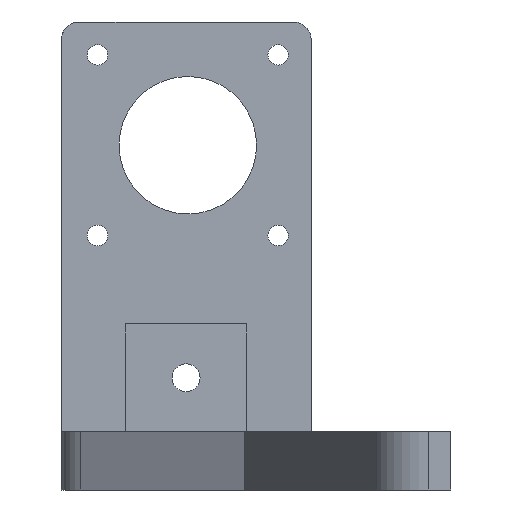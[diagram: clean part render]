
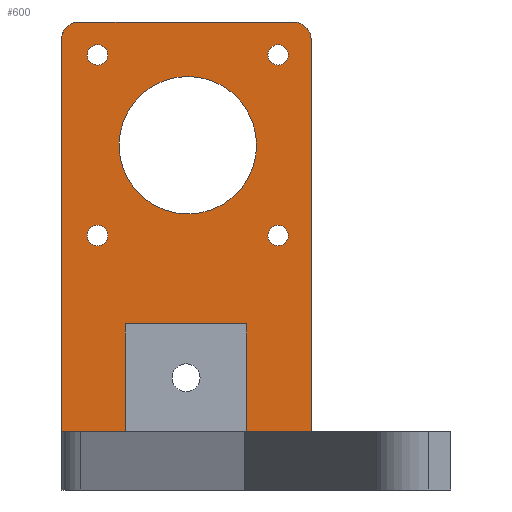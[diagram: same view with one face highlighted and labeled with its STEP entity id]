
A CAD part, left-side view. The second image highlights one B-rep face of the part: STEP entity #600.
In plain terms, the highlighted planar face has unit normal (-1, 0, 0).
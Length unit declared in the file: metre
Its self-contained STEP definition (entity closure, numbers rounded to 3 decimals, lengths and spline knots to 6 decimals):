
#29=CIRCLE('',#649,0.00175);
#30=CIRCLE('',#650,0.00175);
#31=CIRCLE('',#651,0.00175);
#32=CIRCLE('',#652,0.00175);
#33=CIRCLE('',#653,0.0118);
#34=CIRCLE('',#654,0.0024);
#35=CIRCLE('',#655,0.003);
#36=CIRCLE('',#656,0.003);
#70=ORIENTED_EDGE('',*,*,#236,.T.);
#71=ORIENTED_EDGE('',*,*,#237,.T.);
#72=ORIENTED_EDGE('',*,*,#238,.T.);
#73=ORIENTED_EDGE('',*,*,#239,.T.);
#74=ORIENTED_EDGE('',*,*,#240,.T.);
#75=ORIENTED_EDGE('',*,*,#241,.F.);
#76=ORIENTED_EDGE('',*,*,#242,.F.);
#77=ORIENTED_EDGE('',*,*,#243,.T.);
#78=ORIENTED_EDGE('',*,*,#244,.T.);
#79=ORIENTED_EDGE('',*,*,#221,.T.);
#80=ORIENTED_EDGE('',*,*,#245,.F.);
#81=ORIENTED_EDGE('',*,*,#246,.T.);
#82=ORIENTED_EDGE('',*,*,#247,.T.);
#83=ORIENTED_EDGE('',*,*,#233,.T.);
#84=ORIENTED_EDGE('',*,*,#248,.T.);
#85=ORIENTED_EDGE('',*,*,#249,.T.);
#221=EDGE_CURVE('',#305,#304,#363,.T.);
#233=EDGE_CURVE('',#317,#316,#372,.T.);
#236=EDGE_CURVE('',#319,#319,#29,.F.);
#237=EDGE_CURVE('',#320,#320,#30,.F.);
#238=EDGE_CURVE('',#321,#321,#31,.F.);
#239=EDGE_CURVE('',#322,#322,#32,.F.);
#240=EDGE_CURVE('',#323,#323,#33,.F.);
#241=EDGE_CURVE('',#324,#324,#34,.T.);
#242=EDGE_CURVE('',#325,#326,#375,.T.);
#243=EDGE_CURVE('',#325,#327,#35,.T.);
#244=EDGE_CURVE('',#327,#305,#376,.T.);
#245=EDGE_CURVE('',#328,#304,#377,.T.);
#246=EDGE_CURVE('',#328,#329,#378,.T.);
#247=EDGE_CURVE('',#329,#317,#379,.T.);
#248=EDGE_CURVE('',#316,#330,#380,.T.);
#249=EDGE_CURVE('',#330,#326,#36,.T.);
#304=VERTEX_POINT('',#884);
#305=VERTEX_POINT('',#886);
#316=VERTEX_POINT('',#908);
#317=VERTEX_POINT('',#910);
#319=VERTEX_POINT('',#916);
#320=VERTEX_POINT('',#918);
#321=VERTEX_POINT('',#920);
#322=VERTEX_POINT('',#922);
#323=VERTEX_POINT('',#924);
#324=VERTEX_POINT('',#926);
#325=VERTEX_POINT('',#928);
#326=VERTEX_POINT('',#929);
#327=VERTEX_POINT('',#931);
#328=VERTEX_POINT('',#934);
#329=VERTEX_POINT('',#936);
#330=VERTEX_POINT('',#939);
#363=LINE('',#885,#419);
#372=LINE('',#909,#428);
#375=LINE('',#927,#431);
#376=LINE('',#932,#432);
#377=LINE('',#933,#433);
#378=LINE('',#935,#434);
#379=LINE('',#937,#435);
#380=LINE('',#938,#436);
#419=VECTOR('',#709,1.);
#428=VECTOR('',#724,1.);
#431=VECTOR('',#741,1.);
#432=VECTOR('',#744,1.);
#433=VECTOR('',#745,1.);
#434=VECTOR('',#746,1.);
#435=VECTOR('',#747,1.);
#436=VECTOR('',#748,1.);
#473=EDGE_LOOP('',(#70));
#474=EDGE_LOOP('',(#71));
#475=EDGE_LOOP('',(#72));
#476=EDGE_LOOP('',(#73));
#477=EDGE_LOOP('',(#74));
#478=EDGE_LOOP('',(#75));
#479=EDGE_LOOP('',(#76,#77,#78,#79,#80,#81,#82,#83,#84,#85));
#527=FACE_BOUND('',#473,.T.);
#528=FACE_BOUND('',#474,.T.);
#529=FACE_BOUND('',#475,.T.);
#530=FACE_BOUND('',#476,.T.);
#531=FACE_BOUND('',#477,.T.);
#532=FACE_BOUND('',#478,.T.);
#533=FACE_BOUND('',#479,.T.);
#581=PLANE('',#648);
#600=ADVANCED_FACE('',(#527,#528,#529,#530,#531,#532,#533),#581,.T.);
#648=AXIS2_PLACEMENT_3D('',#914,#727,#728);
#649=AXIS2_PLACEMENT_3D('',#915,#729,#730);
#650=AXIS2_PLACEMENT_3D('',#917,#731,#732);
#651=AXIS2_PLACEMENT_3D('',#919,#733,#734);
#652=AXIS2_PLACEMENT_3D('',#921,#735,#736);
#653=AXIS2_PLACEMENT_3D('',#923,#737,#738);
#654=AXIS2_PLACEMENT_3D('',#925,#739,#740);
#655=AXIS2_PLACEMENT_3D('',#930,#742,#743);
#656=AXIS2_PLACEMENT_3D('',#940,#749,#750);
#709=DIRECTION('',(0.,-1.,0.));
#724=DIRECTION('',(0.,-1.,0.));
#727=DIRECTION('',(-1.,0.,0.));
#728=DIRECTION('',(0.,1.,0.));
#729=DIRECTION('',(-1.,0.,0.));
#730=DIRECTION('',(0.,1.,0.));
#731=DIRECTION('',(-1.,0.,0.));
#732=DIRECTION('',(0.,1.,0.));
#733=DIRECTION('',(-1.,0.,0.));
#734=DIRECTION('',(0.,1.,0.));
#735=DIRECTION('',(-1.,0.,0.));
#736=DIRECTION('',(0.,1.,0.));
#737=DIRECTION('',(-1.,0.,0.));
#738=DIRECTION('',(0.,1.,0.));
#739=DIRECTION('',(-1.,0.,0.));
#740=DIRECTION('',(0.,-1.,0.));
#741=DIRECTION('',(0.,-1.,0.));
#742=DIRECTION('',(-1.,0.,0.));
#743=DIRECTION('',(0.,1.,0.));
#744=DIRECTION('',(0.,0.,-1.));
#745=DIRECTION('',(0.,0.,1.));
#746=DIRECTION('',(0.,-1.,0.));
#747=DIRECTION('',(0.,0.,1.));
#748=DIRECTION('',(0.,0.,1.));
#749=DIRECTION('',(-1.,0.,0.));
#750=DIRECTION('',(0.,1.,0.));
#884=CARTESIAN_POINT('',(0.0311,0.0004,0.468));
#885=CARTESIAN_POINT('',(0.0311,-0.014316,0.468));
#886=CARTESIAN_POINT('',(0.0311,0.0114,0.468));
#908=CARTESIAN_POINT('',(0.0311,-0.03146,0.468));
#909=CARTESIAN_POINT('',(0.0311,-0.01,0.468));
#910=CARTESIAN_POINT('',(0.0311,-0.0204,0.468));
#914=CARTESIAN_POINT('',(0.0311,-0.01,0.513));
#915=CARTESIAN_POINT('',(0.0311,-0.0258,0.50167));
#916=CARTESIAN_POINT('',(0.0311,-0.02405,0.50167));
#917=CARTESIAN_POINT('',(0.0311,-0.0258,0.53267));
#918=CARTESIAN_POINT('',(0.0311,-0.02405,0.53267));
#919=CARTESIAN_POINT('',(0.0311,0.0052,0.53267));
#920=CARTESIAN_POINT('',(0.0311,0.00695,0.53267));
#921=CARTESIAN_POINT('',(0.0311,0.0052,0.50167));
#922=CARTESIAN_POINT('',(0.0311,0.00695,0.50167));
#923=CARTESIAN_POINT('',(0.0311,-0.0103,0.51717));
#924=CARTESIAN_POINT('',(0.0311,0.0015,0.51717));
#925=CARTESIAN_POINT('',(0.0311,-0.01,0.47725));
#926=CARTESIAN_POINT('',(0.0311,-0.0124,0.47725));
#927=CARTESIAN_POINT('',(0.0311,-0.014316,0.53832));
#928=CARTESIAN_POINT('',(0.0311,0.0084,0.53832));
#929=CARTESIAN_POINT('',(0.0311,-0.02846,0.53832));
#930=CARTESIAN_POINT('',(0.0311,0.0084,0.53532));
#931=CARTESIAN_POINT('',(0.0311,0.0114,0.53532));
#932=CARTESIAN_POINT('',(0.0311,0.0114,0.538322));
#933=CARTESIAN_POINT('',(0.0311,0.0004,0.457998));
#934=CARTESIAN_POINT('',(0.0311,0.0004,0.458));
#935=CARTESIAN_POINT('',(0.0311,-0.01,0.458));
#936=CARTESIAN_POINT('',(0.0311,-0.0204,0.458));
#937=CARTESIAN_POINT('',(0.0311,-0.0204,0.457998));
#938=CARTESIAN_POINT('',(0.0311,-0.03146,0.538322));
#939=CARTESIAN_POINT('',(0.0311,-0.03146,0.53532));
#940=CARTESIAN_POINT('',(0.0311,-0.02846,0.53532));
